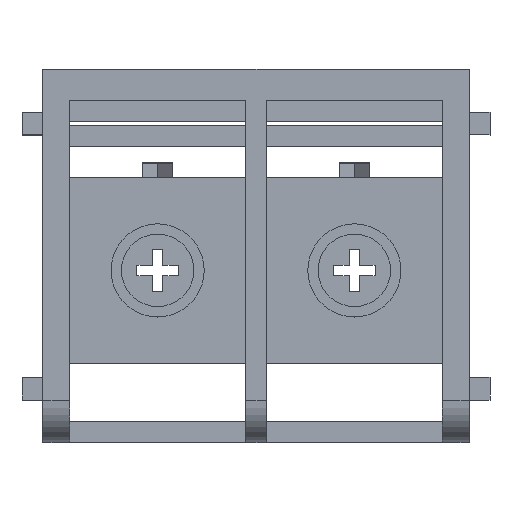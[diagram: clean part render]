
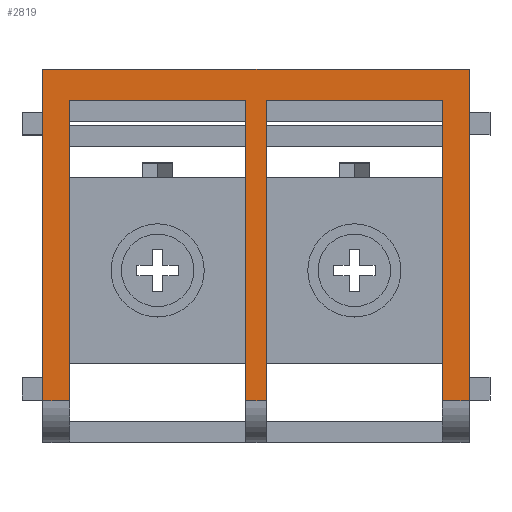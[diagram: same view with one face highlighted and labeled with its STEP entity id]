
A CAD part, top view. The second image highlights one B-rep face of the part: STEP entity #2819.
In plain terms, the highlighted planar face has unit normal (0, 0, 1).
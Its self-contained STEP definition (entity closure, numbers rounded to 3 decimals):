
#16 = VERTEX_POINT ( 'NONE', #4362 ) ;
#25 = VECTOR ( 'NONE', #31, 1000. ) ;
#31 = DIRECTION ( 'NONE',  ( 0., 1., 0. ) ) ;
#125 = DIRECTION ( 'NONE',  ( 0., 1., 0. ) ) ;
#226 = VECTOR ( 'NONE', #3695, 1000. ) ;
#236 = CARTESIAN_POINT ( 'NONE',  ( -18.301, -16.055, 16. ) ) ;
#451 = LINE ( 'NONE', #2193, #10289 ) ;
#518 = ORIENTED_EDGE ( 'NONE', *, *, #3596, .F. ) ;
#671 = VECTOR ( 'NONE', #8874, 1000. ) ;
#687 = ORIENTED_EDGE ( 'NONE', *, *, #1672, .T. ) ;
#944 = LINE ( 'NONE', #2598, #25 ) ;
#995 = EDGE_CURVE ( 'NONE', #10747, #7222, #451, .T. ) ;
#1445 = VERTEX_POINT ( 'NONE', #2763 ) ;
#1589 = VERTEX_POINT ( 'NONE', #3703 ) ;
#1672 = EDGE_CURVE ( 'NONE', #10747, #16, #7990, .T. ) ;
#1723 = EDGE_CURVE ( 'NONE', #8256, #2876, #3761, .T. ) ;
#1902 = VERTEX_POINT ( 'NONE', #9593 ) ;
#2059 = CARTESIAN_POINT ( 'NONE',  ( -8.001, -25.055, 16. ) ) ;
#2181 = CARTESIAN_POINT ( 'NONE',  ( -8.001, -32.055, 16. ) ) ;
#2193 = CARTESIAN_POINT ( 'NONE',  ( -8.501, -17.555, 16. ) ) ;
#2420 = ORIENTED_EDGE ( 'NONE', *, *, #8674, .T. ) ;
#2535 = ORIENTED_EDGE ( 'NONE', *, *, #2994, .T. ) ;
#2571 = PLANE ( 'NONE',  #10168 ) ;
#2598 = CARTESIAN_POINT ( 'NONE',  ( 0.999, -17.555, 16. ) ) ;
#2629 = EDGE_CURVE ( 'NONE', #7222, #3117, #10070, .T. ) ;
#2763 = CARTESIAN_POINT ( 'NONE',  ( 0.999, -17.555, 16. ) ) ;
#2776 = CARTESIAN_POINT ( 'NONE',  ( -8.501, -17.555, 16. ) ) ;
#2778 = DIRECTION ( 'NONE',  ( 1., 0., 0. ) ) ;
#2819 = ADVANCED_FACE ( 'NONE', ( #10723 ), #2571, .T. ) ;
#2876 = VERTEX_POINT ( 'NONE', #7014 ) ;
#2994 = EDGE_CURVE ( 'NONE', #10204, #3583, #3042, .T. ) ;
#2997 = VECTOR ( 'NONE', #125, 1000. ) ;
#3042 = LINE ( 'NONE', #6284, #7460 ) ;
#3117 = VERTEX_POINT ( 'NONE', #7294 ) ;
#3228 = CARTESIAN_POINT ( 'NONE',  ( -7.501, -17.555, 16. ) ) ;
#3435 = DIRECTION ( 'NONE',  ( -1., 0., 0. ) ) ;
#3523 = ORIENTED_EDGE ( 'NONE', *, *, #995, .F. ) ;
#3583 = VERTEX_POINT ( 'NONE', #5413 ) ;
#3596 = EDGE_CURVE ( 'NONE', #3117, #3583, #5362, .T. ) ;
#3695 = DIRECTION ( 'NONE',  ( 0., -1., 0. ) ) ;
#3703 = CARTESIAN_POINT ( 'NONE',  ( -18.301, -16.055, 16. ) ) ;
#3761 = LINE ( 'NONE', #7067, #10493 ) ;
#3771 = DIRECTION ( 'NONE',  ( 0., 1., 0. ) ) ;
#3774 = ORIENTED_EDGE ( 'NONE', *, *, #10569, .F. ) ;
#3856 = CARTESIAN_POINT ( 'NONE',  ( -18.301, -32.055, 16. ) ) ;
#4059 = LINE ( 'NONE', #9218, #2997 ) ;
#4362 = CARTESIAN_POINT ( 'NONE',  ( -7.501, -32.055, 16. ) ) ;
#4596 = VECTOR ( 'NONE', #3435, 1000. ) ;
#4609 = DIRECTION ( 'NONE',  ( 0., -1., 0. ) ) ;
#4926 = VECTOR ( 'NONE', #5488, 1000. ) ;
#5088 = CARTESIAN_POINT ( 'NONE',  ( -18.301, -16.055, 16. ) ) ;
#5203 = VECTOR ( 'NONE', #9955, 1000. ) ;
#5362 = LINE ( 'NONE', #6905, #6084 ) ;
#5413 = CARTESIAN_POINT ( 'NONE',  ( -17.001, -32.055, 16. ) ) ;
#5488 = DIRECTION ( 'NONE',  ( 1., 0., 0. ) ) ;
#5627 = ORIENTED_EDGE ( 'NONE', *, *, #9181, .F. ) ;
#5754 = LINE ( 'NONE', #5088, #5203 ) ;
#5891 = ORIENTED_EDGE ( 'NONE', *, *, #2629, .F. ) ;
#6059 = LINE ( 'NONE', #236, #6871 ) ;
#6084 = VECTOR ( 'NONE', #4609, 1000. ) ;
#6284 = CARTESIAN_POINT ( 'NONE',  ( -8.001, -32.055, 16. ) ) ;
#6487 = CARTESIAN_POINT ( 'NONE',  ( -8.501, -32.055, 16. ) ) ;
#6511 = CARTESIAN_POINT ( 'NONE',  ( 0.999, -32.055, 16. ) ) ;
#6544 = EDGE_CURVE ( 'NONE', #2876, #1902, #4059, .T. ) ;
#6547 = ORIENTED_EDGE ( 'NONE', *, *, #6544, .T. ) ;
#6871 = VECTOR ( 'NONE', #9997, 1000. ) ;
#6905 = CARTESIAN_POINT ( 'NONE',  ( -17.001, -17.555, 16. ) ) ;
#7014 = CARTESIAN_POINT ( 'NONE',  ( 2.299, -32.055, 16. ) ) ;
#7067 = CARTESIAN_POINT ( 'NONE',  ( -8.001, -32.055, 16. ) ) ;
#7222 = VERTEX_POINT ( 'NONE', #2776 ) ;
#7294 = CARTESIAN_POINT ( 'NONE',  ( -17.001, -17.555, 16. ) ) ;
#7354 = CARTESIAN_POINT ( 'NONE',  ( -7.501, -17.555, 16. ) ) ;
#7356 = EDGE_CURVE ( 'NONE', #8456, #16, #10696, .T. ) ;
#7447 = CARTESIAN_POINT ( 'NONE',  ( -17.001, -17.555, 16. ) ) ;
#7460 = VECTOR ( 'NONE', #9607, 1000. ) ;
#7614 = ORIENTED_EDGE ( 'NONE', *, *, #9501, .T. ) ;
#7647 = EDGE_LOOP ( 'NONE', ( #3523, #687, #7725, #5627, #3774, #9677, #6547, #2420, #7614, #2535, #518, #5891 ) ) ;
#7725 = ORIENTED_EDGE ( 'NONE', *, *, #7356, .F. ) ;
#7990 = LINE ( 'NONE', #2181, #4926 ) ;
#8256 = VERTEX_POINT ( 'NONE', #6511 ) ;
#8456 = VERTEX_POINT ( 'NONE', #9196 ) ;
#8643 = DIRECTION ( 'NONE',  ( 0., 0., 1. ) ) ;
#8674 = EDGE_CURVE ( 'NONE', #1902, #1589, #6059, .T. ) ;
#8874 = DIRECTION ( 'NONE',  ( -1., 0., 0. ) ) ;
#8983 = LINE ( 'NONE', #3228, #671 ) ;
#9181 = EDGE_CURVE ( 'NONE', #1445, #8456, #8983, .T. ) ;
#9196 = CARTESIAN_POINT ( 'NONE',  ( -7.501, -17.555, 16. ) ) ;
#9218 = CARTESIAN_POINT ( 'NONE',  ( 2.299, -16.055, 16. ) ) ;
#9501 = EDGE_CURVE ( 'NONE', #1589, #10204, #5754, .T. ) ;
#9593 = CARTESIAN_POINT ( 'NONE',  ( 2.299, -16.055, 16. ) ) ;
#9607 = DIRECTION ( 'NONE',  ( 1., 0., 0. ) ) ;
#9677 = ORIENTED_EDGE ( 'NONE', *, *, #1723, .T. ) ;
#9731 = DIRECTION ( 'NONE',  ( 1., 0., 0. ) ) ;
#9955 = DIRECTION ( 'NONE',  ( 0., -1., 0. ) ) ;
#9997 = DIRECTION ( 'NONE',  ( -1., 0., 0. ) ) ;
#10070 = LINE ( 'NONE', #7447, #4596 ) ;
#10168 = AXIS2_PLACEMENT_3D ( 'NONE', #2059, #8643, #2778 ) ;
#10204 = VERTEX_POINT ( 'NONE', #3856 ) ;
#10289 = VECTOR ( 'NONE', #3771, 1000. ) ;
#10493 = VECTOR ( 'NONE', #9731, 1000. ) ;
#10569 = EDGE_CURVE ( 'NONE', #8256, #1445, #944, .T. ) ;
#10696 = LINE ( 'NONE', #7354, #226 ) ;
#10723 = FACE_OUTER_BOUND ( 'NONE', #7647, .T. ) ;
#10747 = VERTEX_POINT ( 'NONE', #6487 ) ;
